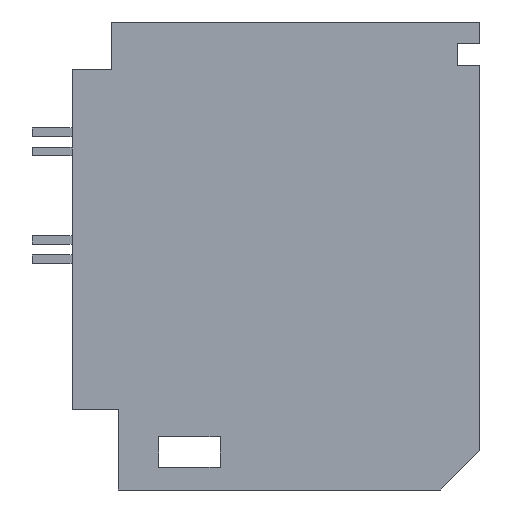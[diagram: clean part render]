
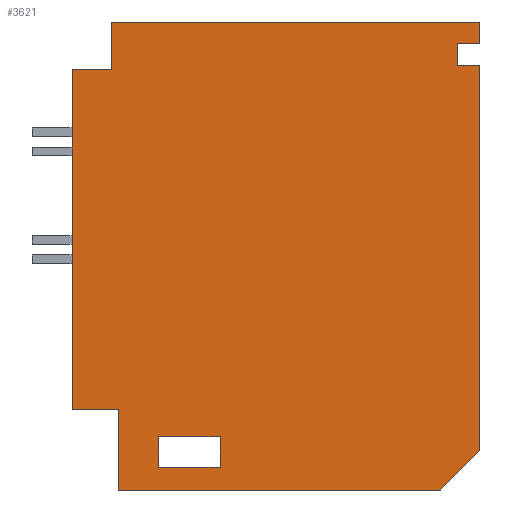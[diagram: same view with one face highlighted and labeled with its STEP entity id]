
A CAD part, left-side view. The second image highlights one B-rep face of the part: STEP entity #3621.
In plain terms, the highlighted planar face has unit normal (-1, 0, 0).
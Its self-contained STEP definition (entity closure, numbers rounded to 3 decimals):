
#22=DIRECTION('',(0.,-1.,0.));
#23=VECTOR('',#22,42.951);
#24=CARTESIAN_POINT('',(0.,-37.,-360.294));
#25=LINE('',#24,#23);
#26=DIRECTION('',(0.,-1.,0.));
#27=VECTOR('',#26,36.742);
#28=CARTESIAN_POINT('',(0.,-37.,-44.44));
#29=LINE('',#28,#27);
#30=DIRECTION('',(0.,0.,-1.));
#31=VECTOR('',#30,44.44);
#32=CARTESIAN_POINT('',(0.,-73.742,0.));
#33=LINE('',#32,#31);
#34=DIRECTION('',(0.,-1.,0.));
#35=VECTOR('',#34,342.258);
#36=CARTESIAN_POINT('',(0.,-73.742,0.));
#37=LINE('',#36,#35);
#38=DIRECTION('',(0.,0.,-1.));
#39=VECTOR('',#38,19.589);
#40=CARTESIAN_POINT('',(0.,-416.,0.));
#41=LINE('',#40,#39);
#42=DIRECTION('',(0.,1.,0.));
#43=VECTOR('',#42,20.971);
#44=CARTESIAN_POINT('',(0.,-416.,-19.589));
#45=LINE('',#44,#43);
#46=DIRECTION('',(0.,0.,1.));
#47=VECTOR('',#46,20.971);
#48=CARTESIAN_POINT('',(0.,-395.029,-40.559));
#49=LINE('',#48,#47);
#50=DIRECTION('',(0.,1.,0.));
#51=VECTOR('',#50,20.971);
#52=CARTESIAN_POINT('',(0.,-416.,-40.559));
#53=LINE('',#52,#51);
#54=DIRECTION('',(0.,0.,-1.));
#55=VECTOR('',#54,357.949);
#56=CARTESIAN_POINT('',(0.,-416.,-40.559));
#57=LINE('',#56,#55);
#58=DIRECTION('',(0.,-0.707,0.707));
#59=VECTOR('',#58,51.607);
#60=CARTESIAN_POINT('',(0.,-379.508,-435.));
#61=LINE('',#60,#59);
#62=DIRECTION('',(0.,1.,0.));
#63=VECTOR('',#62,299.557);
#64=CARTESIAN_POINT('',(0.,-379.508,-435.));
#65=LINE('',#64,#63);
#66=DIRECTION('',(0.,0.,1.));
#67=VECTOR('',#66,74.706);
#68=CARTESIAN_POINT('',(0.,-79.951,-435.));
#69=LINE('',#68,#67);
#70=DIRECTION('',(0.,0.,1.));
#71=VECTOR('',#70,28.588);
#72=CARTESIAN_POINT('',(0.,-117.442,-413.97));
#73=LINE('',#72,#71);
#74=DIRECTION('',(0.,1.,0.));
#75=VECTOR('',#74,57.176);
#76=CARTESIAN_POINT('',(0.,-174.619,-413.97));
#77=LINE('',#76,#75);
#78=DIRECTION('',(0.,0.,-1.));
#79=VECTOR('',#78,28.588);
#80=CARTESIAN_POINT('',(0.,-174.619,-385.382));
#81=LINE('',#80,#79);
#82=DIRECTION('',(0.,-1.,0.));
#83=VECTOR('',#82,57.176);
#84=CARTESIAN_POINT('',(0.,-117.442,-385.382));
#85=LINE('',#84,#83);
#674=DIRECTION('',(0.,0.,-1.));
#675=VECTOR('',#674,315.854);
#676=CARTESIAN_POINT('',(0.,-37.,-44.44));
#677=LINE('',#676,#675);
#2742=CARTESIAN_POINT('',(0.,-416.,0.));
#2744=VERTEX_POINT('',#2742);
#3322=CARTESIAN_POINT('',(0.,-37.,-360.294));
#3323=CARTESIAN_POINT('',(0.,-79.951,-360.294));
#3324=VERTEX_POINT('',#3322);
#3325=VERTEX_POINT('',#3323);
#3326=CARTESIAN_POINT('',(0.,-79.951,-435.));
#3327=VERTEX_POINT('',#3326);
#3328=CARTESIAN_POINT('',(0.,-73.742,0.));
#3329=CARTESIAN_POINT('',(0.,-73.742,-44.44));
#3330=VERTEX_POINT('',#3328);
#3331=VERTEX_POINT('',#3329);
#3332=CARTESIAN_POINT('',(0.,-37.,-44.44));
#3333=VERTEX_POINT('',#3332);
#3334=CARTESIAN_POINT('',(0.,-379.508,-435.));
#3335=CARTESIAN_POINT('',(0.,-416.,-398.508));
#3336=VERTEX_POINT('',#3334);
#3337=VERTEX_POINT('',#3335);
#3338=CARTESIAN_POINT('',(0.,-395.029,-40.559));
#3339=CARTESIAN_POINT('',(0.,-395.029,-19.589));
#3340=VERTEX_POINT('',#3338);
#3341=VERTEX_POINT('',#3339);
#3342=CARTESIAN_POINT('',(0.,-416.,-19.589));
#3343=VERTEX_POINT('',#3342);
#3344=CARTESIAN_POINT('',(0.,-416.,-40.559));
#3345=VERTEX_POINT('',#3344);
#3370=CARTESIAN_POINT('',(0.,-117.442,-413.97));
#3371=CARTESIAN_POINT('',(0.,-117.442,-385.382));
#3372=VERTEX_POINT('',#3370);
#3373=VERTEX_POINT('',#3371);
#3374=CARTESIAN_POINT('',(0.,-174.619,-385.382));
#3375=VERTEX_POINT('',#3374);
#3376=CARTESIAN_POINT('',(0.,-174.619,-413.97));
#3377=VERTEX_POINT('',#3376);
#3578=CARTESIAN_POINT('',(0.,0.,0.));
#3579=DIRECTION('',(1.,0.,0.));
#3580=DIRECTION('',(0.,-1.,0.));
#3581=AXIS2_PLACEMENT_3D('',#3578,#3579,#3580);
#3582=PLANE('',#3581);
#3584=ORIENTED_EDGE('',*,*,#3583,.F.);
#3586=ORIENTED_EDGE('',*,*,#3585,.F.);
#3588=ORIENTED_EDGE('',*,*,#3587,.T.);
#3590=ORIENTED_EDGE('',*,*,#3589,.F.);
#3592=ORIENTED_EDGE('',*,*,#3591,.T.);
#3594=ORIENTED_EDGE('',*,*,#3593,.T.);
#3596=ORIENTED_EDGE('',*,*,#3595,.T.);
#3598=ORIENTED_EDGE('',*,*,#3597,.F.);
#3600=ORIENTED_EDGE('',*,*,#3599,.F.);
#3602=ORIENTED_EDGE('',*,*,#3601,.T.);
#3604=ORIENTED_EDGE('',*,*,#3603,.F.);
#3606=ORIENTED_EDGE('',*,*,#3605,.T.);
#3608=ORIENTED_EDGE('',*,*,#3607,.T.);
#3609=EDGE_LOOP('',(#3584,#3586,#3588,#3590,#3592,#3594,#3596,#3598,#3600,#3602,
#3604,#3606,#3608));
#3610=FACE_OUTER_BOUND('',#3609,.F.);
#3612=ORIENTED_EDGE('',*,*,#3611,.F.);
#3614=ORIENTED_EDGE('',*,*,#3613,.F.);
#3616=ORIENTED_EDGE('',*,*,#3615,.F.);
#3618=ORIENTED_EDGE('',*,*,#3617,.F.);
#3619=EDGE_LOOP('',(#3612,#3614,#3616,#3618));
#3620=FACE_BOUND('',#3619,.F.);
#3621=ADVANCED_FACE('',(#3610,#3620),#3582,.F.);
#3583=EDGE_CURVE('',#3324,#3325,#25,.T.);
#3585=EDGE_CURVE('',#3333,#3324,#677,.T.);
#3587=EDGE_CURVE('',#3333,#3331,#29,.T.);
#3589=EDGE_CURVE('',#3330,#3331,#33,.T.);
#3591=EDGE_CURVE('',#3330,#2744,#37,.T.);
#3593=EDGE_CURVE('',#2744,#3343,#41,.T.);
#3595=EDGE_CURVE('',#3343,#3341,#45,.T.);
#3597=EDGE_CURVE('',#3340,#3341,#49,.T.);
#3599=EDGE_CURVE('',#3345,#3340,#53,.T.);
#3601=EDGE_CURVE('',#3345,#3337,#57,.T.);
#3603=EDGE_CURVE('',#3336,#3337,#61,.T.);
#3605=EDGE_CURVE('',#3336,#3327,#65,.T.);
#3607=EDGE_CURVE('',#3327,#3325,#69,.T.);
#3611=EDGE_CURVE('',#3372,#3373,#73,.T.);
#3613=EDGE_CURVE('',#3377,#3372,#77,.T.);
#3615=EDGE_CURVE('',#3375,#3377,#81,.T.);
#3617=EDGE_CURVE('',#3373,#3375,#85,.T.);
